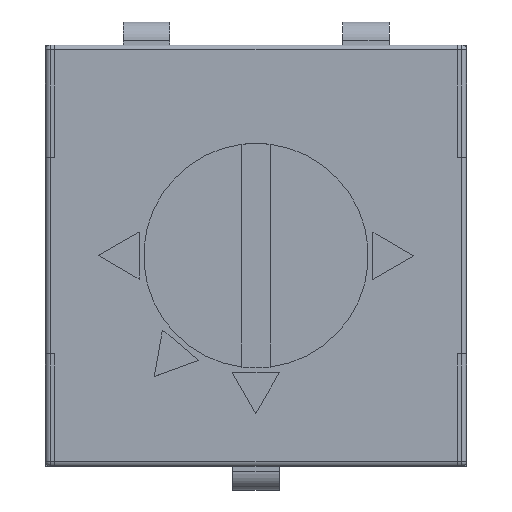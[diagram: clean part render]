
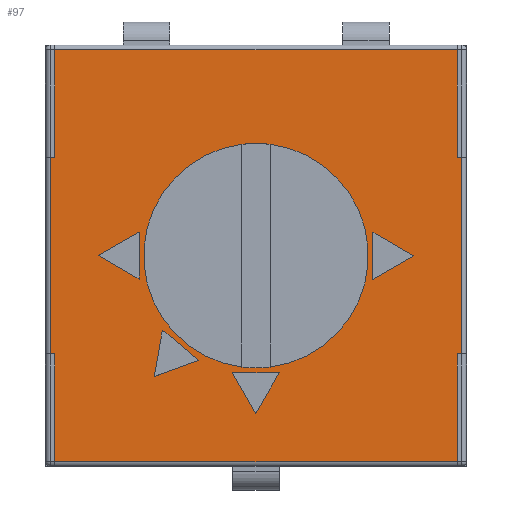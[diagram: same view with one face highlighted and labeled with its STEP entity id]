
A CAD part, top view. The second image highlights one B-rep face of the part: STEP entity #97.
In plain terms, the highlighted planar face has unit normal (0, 0, 1).
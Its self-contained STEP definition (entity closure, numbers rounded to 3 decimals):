
#13=DIRECTION('',(0.,0.,1.));
#24=VERTEX_POINT('',#25);
#25=CARTESIAN_POINT('',(-2.15,-2.2,2.5));
#28=VECTOR('',#29,1.);
#29=DIRECTION('',(1.,0.,0.));
#31=EDGE_CURVE('',#32,#24,#34,.T.);
#32=VERTEX_POINT('',#33);
#33=CARTESIAN_POINT('',(-2.15,-1.05,2.5));
#34=LINE('',#33,#35);
#35=VECTOR('',#36,1.);
#36=DIRECTION('',(0.,-1.,0.));
#38=EDGE_CURVE('',#39,#32,#41,.T.);
#39=VERTEX_POINT('',#40);
#40=CARTESIAN_POINT('',(-2.2,-1.05,2.5));
#41=LINE('',#42,#28);
#42=CARTESIAN_POINT('',(-2.25,-1.05,2.5));
#46=PLANE('',#47);
#47=AXIS2_PLACEMENT_3D('',#48,#13,#36);
#48=CARTESIAN_POINT('',(-2.25,2.25,2.5));
#85=DIRECTION('',(0.,1.,0.));
#86=DIRECTION('',(-1.,0.,0.));
#97=ADVANCED_FACE('',(#98,#153,#184,#210,#244,#278),#46,.T.);
#98=FACE_BOUND('',#99,.T.);
#99=EDGE_LOOP('',(#100,#101,#102,#107,#112,#117,#122,#127,#133,#138,    #144,#150));
#100=ORIENTED_EDGE('',*,*,#38,.T.);
#101=ORIENTED_EDGE('',*,*,#31,.T.);
#102=ORIENTED_EDGE('',*,*,#103,.T.);
#103=EDGE_CURVE('',#24,#104,#106,.T.);
#104=VERTEX_POINT('',#105);
#105=CARTESIAN_POINT('',(2.15,-2.2,2.5));
#106=LINE('',#25,#28);
#107=ORIENTED_EDGE('',*,*,#108,.F.);
#108=EDGE_CURVE('',#109,#104,#111,.T.);
#109=VERTEX_POINT('',#110);
#110=CARTESIAN_POINT('',(2.15,-1.05,2.5));
#111=LINE('',#110,#35);
#112=ORIENTED_EDGE('',*,*,#113,.T.);
#113=EDGE_CURVE('',#109,#114,#116,.T.);
#114=VERTEX_POINT('',#115);
#115=CARTESIAN_POINT('',(2.2,-1.05,2.5));
#116=LINE('',#110,#28);
#117=ORIENTED_EDGE('',*,*,#118,.F.);
#118=EDGE_CURVE('',#119,#114,#121,.T.);
#119=VERTEX_POINT('',#120);
#120=CARTESIAN_POINT('',(2.2,1.05,2.5));
#121=LINE('',#120,#35);
#122=ORIENTED_EDGE('',*,*,#123,.F.);
#123=EDGE_CURVE('',#124,#119,#126,.T.);
#124=VERTEX_POINT('',#125);
#125=CARTESIAN_POINT('',(2.15,1.05,2.5));
#126=LINE('',#125,#28);
#127=ORIENTED_EDGE('',*,*,#128,.F.);
#128=EDGE_CURVE('',#129,#124,#131,.T.);
#129=VERTEX_POINT('',#130);
#130=CARTESIAN_POINT('',(2.15,2.2,2.5));
#131=LINE('',#132,#35);
#132=CARTESIAN_POINT('',(2.15,2.25,2.5));
#133=ORIENTED_EDGE('',*,*,#134,.F.);
#134=EDGE_CURVE('',#135,#129,#137,.T.);
#135=VERTEX_POINT('',#136);
#136=CARTESIAN_POINT('',(-2.15,2.2,2.5));
#137=LINE('',#136,#28);
#138=ORIENTED_EDGE('',*,*,#139,.T.);
#139=EDGE_CURVE('',#135,#140,#142,.T.);
#140=VERTEX_POINT('',#141);
#141=CARTESIAN_POINT('',(-2.15,1.05,2.5));
#142=LINE('',#143,#35);
#143=CARTESIAN_POINT('',(-2.15,2.25,2.5));
#144=ORIENTED_EDGE('',*,*,#145,.F.);
#145=EDGE_CURVE('',#146,#140,#148,.T.);
#146=VERTEX_POINT('',#147);
#147=CARTESIAN_POINT('',(-2.2,1.05,2.5));
#148=LINE('',#149,#28);
#149=CARTESIAN_POINT('',(-2.25,1.05,2.5));
#150=ORIENTED_EDGE('',*,*,#151,.T.);
#151=EDGE_CURVE('',#146,#39,#152,.T.);
#152=LINE('',#147,#35);
#153=FACE_BOUND('',#154,.T.);
#154=EDGE_LOOP('',(#155,#164,#170,#178));
#155=ORIENTED_EDGE('',*,*,#156,.F.);
#156=EDGE_CURVE('',#157,#159,#161,.T.);
#157=VERTEX_POINT('',#158);
#158=CARTESIAN_POINT('',(-1.25,0.25,2.5));
#159=VERTEX_POINT('',#160);
#160=CARTESIAN_POINT('',(-1.26,0.25,2.5));
#161=LINE('',#162,#163);
#162=CARTESIAN_POINT('',(-1.75,0.25,2.5));
#163=VECTOR('',#86,1.);
#164=ORIENTED_EDGE('',*,*,#165,.T.);
#165=EDGE_CURVE('',#157,#166,#168,.T.);
#166=VERTEX_POINT('',#167);
#167=CARTESIAN_POINT('',(-1.25,-0.25,2.5));
#168=LINE('',#169,#35);
#169=CARTESIAN_POINT('',(-1.25,1.,2.5));
#170=ORIENTED_EDGE('',*,*,#171,.F.);
#171=EDGE_CURVE('',#172,#166,#174,.T.);
#172=VERTEX_POINT('',#173);
#173=CARTESIAN_POINT('',(-1.688,0.003,2.5));
#174=LINE('',#175,#176);
#175=CARTESIAN_POINT('',(-2.041,0.207,2.5));
#176=VECTOR('',#177,1.);
#177=DIRECTION('',(0.866,-0.5,0.));
#178=ORIENTED_EDGE('',*,*,#179,.F.);
#179=EDGE_CURVE('',#159,#172,#180,.T.);
#180=LINE('',#181,#182);
#181=CARTESIAN_POINT('',(-1.068,0.361,2.5));
#182=VECTOR('',#183,1.);
#183=DIRECTION('',(-0.866,-0.5,0.));
#184=FACE_BOUND('',#185,.T.);
#185=EDGE_LOOP('',(#186,#196,#200,#204,#208));
#186=ORIENTED_EDGE('',*,*,#187,.F.);
#187=EDGE_CURVE('',#188,#190,#192,.T.);
#188=VERTEX_POINT('',#189);
#189=CARTESIAN_POINT('',(0.,-1.2,2.5));
#190=VERTEX_POINT('',#191);
#191=CARTESIAN_POINT('',(0.15,-1.191,2.5));
#192=CIRCLE('',#193,1.2);
#193=AXIS2_PLACEMENT_3D('',#194,#195,#36);
#194=CARTESIAN_POINT('',(0.,0.,2.5));
#195=DIRECTION('',(0.,0.,1.));
#196=ORIENTED_EDGE('',*,*,#197,.F.);
#197=EDGE_CURVE('',#198,#188,#192,.T.);
#198=VERTEX_POINT('',#199);
#199=CARTESIAN_POINT('',(-0.15,-1.191,2.5));
#200=ORIENTED_EDGE('',*,*,#201,.F.);
#201=EDGE_CURVE('',#202,#198,#192,.T.);
#202=VERTEX_POINT('',#203);
#203=CARTESIAN_POINT('',(-0.15,1.191,2.5));
#204=ORIENTED_EDGE('',*,*,#205,.F.);
#205=EDGE_CURVE('',#206,#202,#192,.T.);
#206=VERTEX_POINT('',#207);
#207=CARTESIAN_POINT('',(0.15,1.191,2.5));
#208=ORIENTED_EDGE('',*,*,#209,.F.);
#209=EDGE_CURVE('',#190,#206,#192,.T.);
#210=FACE_BOUND('',#211,.T.);
#211=EDGE_LOOP('',(#212,#222,#230,#238));
#212=ORIENTED_EDGE('',*,*,#213,.F.);
#213=EDGE_CURVE('',#214,#216,#218,.T.);
#214=VERTEX_POINT('',#215);
#215=CARTESIAN_POINT('',(-0.995,-0.797,2.5));
#216=VERTEX_POINT('',#217);
#217=CARTESIAN_POINT('',(-1.001,-0.804,2.5));
#218=LINE('',#219,#220);
#219=CARTESIAN_POINT('',(-0.504,-0.212,2.5));
#220=VECTOR('',#221,1.);
#221=DIRECTION('',(-0.643,-0.766,0.));
#222=ORIENTED_EDGE('',*,*,#223,.T.);
#223=EDGE_CURVE('',#214,#224,#226,.T.);
#224=VERTEX_POINT('',#225);
#225=CARTESIAN_POINT('',(-0.612,-1.118,2.5));
#226=LINE('',#227,#228);
#227=CARTESIAN_POINT('',(-1.922,-0.019,2.5));
#228=VECTOR('',#229,1.);
#229=DIRECTION('',(0.766,-0.643,0.));
#230=ORIENTED_EDGE('',*,*,#231,.F.);
#231=EDGE_CURVE('',#232,#224,#234,.T.);
#232=VERTEX_POINT('',#233);
#233=CARTESIAN_POINT('',(-1.087,-1.291,2.5));
#234=LINE('',#235,#236);
#235=CARTESIAN_POINT('',(-0.658,-1.135,2.5));
#236=VECTOR('',#237,1.);
#237=DIRECTION('',(0.94,0.342,0.));
#238=ORIENTED_EDGE('',*,*,#239,.F.);
#239=EDGE_CURVE('',#216,#232,#240,.T.);
#240=LINE('',#241,#242);
#241=CARTESIAN_POINT('',(-0.733,0.718,2.5));
#242=VECTOR('',#243,1.);
#243=DIRECTION('',(-0.174,-0.985,0.));
#244=FACE_BOUND('',#245,.T.);
#245=EDGE_LOOP('',(#246,#256,#264,#272));
#246=ORIENTED_EDGE('',*,*,#247,.F.);
#247=EDGE_CURVE('',#248,#250,#252,.T.);
#248=VERTEX_POINT('',#249);
#249=CARTESIAN_POINT('',(-0.25,-1.25,2.5));
#250=VERTEX_POINT('',#251);
#251=CARTESIAN_POINT('',(-0.25,-1.26,2.5));
#252=LINE('',#253,#254);
#253=CARTESIAN_POINT('',(-0.25,0.5,2.5));
#254=VECTOR('',#255,1.);
#255=DIRECTION('',(0.,-1.,0.));
#256=ORIENTED_EDGE('',*,*,#257,.T.);
#257=EDGE_CURVE('',#248,#258,#260,.T.);
#258=VERTEX_POINT('',#259);
#259=CARTESIAN_POINT('',(0.25,-1.25,2.5));
#260=LINE('',#261,#262);
#261=CARTESIAN_POINT('',(-1.,-1.25,2.5));
#262=VECTOR('',#263,1.);
#263=DIRECTION('',(1.,0.,0.));
#264=ORIENTED_EDGE('',*,*,#265,.F.);
#265=EDGE_CURVE('',#266,#258,#268,.T.);
#266=VERTEX_POINT('',#267);
#267=CARTESIAN_POINT('',(-0.003,-1.688,2.5));
#268=LINE('',#269,#270);
#269=CARTESIAN_POINT('',(0.767,-0.354,2.5));
#270=VECTOR('',#271,1.);
#271=DIRECTION('',(0.5,0.866,0.));
#272=ORIENTED_EDGE('',*,*,#273,.F.);
#273=EDGE_CURVE('',#250,#266,#274,.T.);
#274=LINE('',#275,#276);
#275=CARTESIAN_POINT('',(-1.335,0.619,2.5));
#276=VECTOR('',#277,1.);
#277=DIRECTION('',(0.5,-0.866,0.));
#278=FACE_BOUND('',#279,.T.);
#279=EDGE_LOOP('',(#280,#288,#295,#303));
#280=ORIENTED_EDGE('',*,*,#281,.F.);
#281=EDGE_CURVE('',#282,#284,#286,.T.);
#282=VERTEX_POINT('',#283);
#283=CARTESIAN_POINT('',(1.25,-0.25,2.5));
#284=VERTEX_POINT('',#285);
#285=CARTESIAN_POINT('',(1.26,-0.25,2.5));
#286=LINE('',#287,#28);
#287=CARTESIAN_POINT('',(-0.5,-0.25,2.5));
#288=ORIENTED_EDGE('',*,*,#289,.T.);
#289=EDGE_CURVE('',#282,#290,#292,.T.);
#290=VERTEX_POINT('',#291);
#291=CARTESIAN_POINT('',(1.25,0.25,2.5));
#292=LINE('',#293,#294);
#293=CARTESIAN_POINT('',(1.25,1.25,2.5));
#294=VECTOR('',#85,1.);
#295=ORIENTED_EDGE('',*,*,#296,.F.);
#296=EDGE_CURVE('',#297,#290,#299,.T.);
#297=VERTEX_POINT('',#298);
#298=CARTESIAN_POINT('',(1.688,-0.003,2.5));
#299=LINE('',#300,#301);
#300=CARTESIAN_POINT('',(-0.621,1.33,2.5));
#301=VECTOR('',#302,1.);
#302=DIRECTION('',(-0.866,0.5,0.));
#303=ORIENTED_EDGE('',*,*,#304,.F.);
#304=EDGE_CURVE('',#284,#297,#305,.T.);
#305=LINE('',#306,#307);
#306=CARTESIAN_POINT('',(0.355,-0.772,2.5));
#307=VECTOR('',#308,1.);
#308=DIRECTION('',(0.866,0.5,0.));
